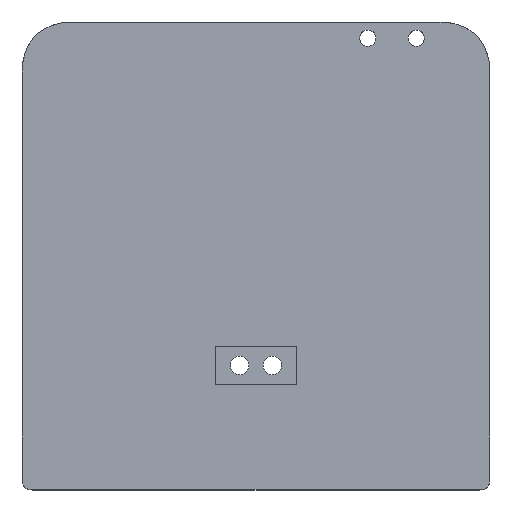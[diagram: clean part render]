
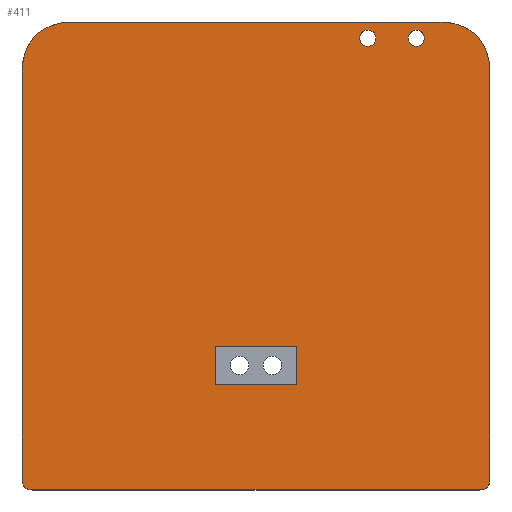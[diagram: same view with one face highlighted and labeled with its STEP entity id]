
A CAD part, top view. The second image highlights one B-rep face of the part: STEP entity #411.
In plain terms, the highlighted planar face has unit normal (0, 0, 1).
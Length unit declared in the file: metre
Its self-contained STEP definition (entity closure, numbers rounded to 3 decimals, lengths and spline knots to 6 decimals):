
#34=B_SPLINE_CURVE_WITH_KNOTS('',3,(#728,#729,#730,#731),.UNSPECIFIED.,
 .F.,.F.,(4,4),(0.,1.),.UNSPECIFIED.);
#35=B_SPLINE_CURVE_WITH_KNOTS('',3,(#732,#733,#734,#735),.UNSPECIFIED.,
 .F.,.F.,(4,4),(0.,1.),.UNSPECIFIED.);
#36=B_SPLINE_CURVE_WITH_KNOTS('',3,(#736,#737,#738,#739,#740,#741,#742,
#743,#744,#745,#746,#747,#748,#749,#750,#751,#752,#753,#754,#755,#756,#757,
#758,#759,#760,#761,#762,#763),.UNSPECIFIED.,.F.,.F.,(4,1,1,1,1,1,1,1,1,
1,1,1,1,1,1,1,1,1,1,1,1,1,1,1,1,4),(0.,0.03125,0.046875,0.0625,0.070313,
0.078125,0.09375,0.125,0.15625,0.1875,0.25,0.28125,0.3125,0.375,0.5,0.625,
0.6875,0.75,0.78125,0.8125,0.84375,0.875,0.890625,0.90625,0.9375,1.),
 .UNSPECIFIED.);
#37=B_SPLINE_CURVE_WITH_KNOTS('',3,(#764,#765,#766,#767,#768,#769,#770,
#771,#772,#773,#774,#775,#776,#777,#778,#779,#780,#781,#782,#783,#784,#785,
#786,#787,#788,#789,#790,#791),.UNSPECIFIED.,.F.,.F.,(4,1,1,1,1,1,1,1,1,
1,1,1,1,1,1,1,1,1,1,1,1,1,1,1,1,4),(0.,0.03125,0.046875,0.0625,0.070313,
0.078125,0.09375,0.125,0.15625,0.1875,0.25,0.28125,0.3125,0.375,0.5,0.625,
0.6875,0.75,0.78125,0.8125,0.84375,0.875,0.890625,0.90625,0.9375,1.),
 .UNSPECIFIED.);
#44=LINE('',#668,#72);
#45=LINE('',#685,#73);
#46=LINE('',#697,#74);
#47=LINE('',#704,#75);
#48=LINE('',#720,#76);
#49=LINE('',#723,#77);
#50=LINE('',#725,#78);
#51=LINE('',#727,#79);
#72=VECTOR('',#505,1.);
#73=VECTOR('',#508,1.);
#74=VECTOR('',#511,1.);
#75=VECTOR('',#514,1.);
#76=VECTOR('',#521,1.);
#77=VECTOR('',#522,1.);
#78=VECTOR('',#523,1.);
#79=VECTOR('',#524,1.);
#128=ORIENTED_EDGE('',*,*,#236,.T.);
#129=ORIENTED_EDGE('',*,*,#237,.T.);
#130=ORIENTED_EDGE('',*,*,#238,.F.);
#131=ORIENTED_EDGE('',*,*,#239,.F.);
#132=ORIENTED_EDGE('',*,*,#240,.F.);
#133=ORIENTED_EDGE('',*,*,#241,.F.);
#134=ORIENTED_EDGE('',*,*,#231,.T.);
#135=ORIENTED_EDGE('',*,*,#242,.T.);
#136=ORIENTED_EDGE('',*,*,#233,.F.);
#137=ORIENTED_EDGE('',*,*,#243,.T.);
#138=ORIENTED_EDGE('',*,*,#224,.F.);
#139=ORIENTED_EDGE('',*,*,#244,.T.);
#140=ORIENTED_EDGE('',*,*,#228,.T.);
#141=ORIENTED_EDGE('',*,*,#245,.T.);
#224=EDGE_CURVE('',#280,#281,#44,.T.);
#228=EDGE_CURVE('',#283,#282,#45,.T.);
#231=EDGE_CURVE('',#285,#284,#46,.T.);
#233=EDGE_CURVE('',#286,#287,#47,.T.);
#236=EDGE_CURVE('',#288,#288,#310,.F.);
#237=EDGE_CURVE('',#289,#289,#311,.F.);
#238=EDGE_CURVE('',#290,#291,#48,.T.);
#239=EDGE_CURVE('',#292,#290,#49,.T.);
#240=EDGE_CURVE('',#293,#292,#50,.T.);
#241=EDGE_CURVE('',#291,#293,#51,.T.);
#242=EDGE_CURVE('',#284,#287,#34,.T.);
#243=EDGE_CURVE('',#286,#281,#35,.T.);
#244=EDGE_CURVE('',#280,#283,#36,.T.);
#245=EDGE_CURVE('',#282,#285,#37,.T.);
#280=VERTEX_POINT('',#669);
#281=VERTEX_POINT('',#670);
#282=VERTEX_POINT('',#684);
#283=VERTEX_POINT('',#686);
#284=VERTEX_POINT('',#696);
#285=VERTEX_POINT('',#698);
#286=VERTEX_POINT('',#705);
#287=VERTEX_POINT('',#706);
#288=VERTEX_POINT('',#717);
#289=VERTEX_POINT('',#719);
#290=VERTEX_POINT('',#721);
#291=VERTEX_POINT('',#722);
#292=VERTEX_POINT('',#724);
#293=VERTEX_POINT('',#726);
#310=CIRCLE('',#457,0.0015);
#311=CIRCLE('',#458,0.0015);
#326=EDGE_LOOP('',(#128));
#327=EDGE_LOOP('',(#129));
#328=EDGE_LOOP('',(#130,#131,#132,#133));
#329=EDGE_LOOP('',(#134,#135,#136,#137,#138,#139,#140,#141));
#364=FACE_BOUND('',#326,.T.);
#365=FACE_BOUND('',#327,.T.);
#366=FACE_BOUND('',#328,.T.);
#367=FACE_BOUND('',#329,.T.);
#395=PLANE('',#456);
#411=ADVANCED_FACE('',(#364,#365,#366,#367),#395,.T.);
#456=AXIS2_PLACEMENT_3D('',#715,#515,#516);
#457=AXIS2_PLACEMENT_3D('',#716,#517,#518);
#458=AXIS2_PLACEMENT_3D('',#718,#519,#520);
#505=DIRECTION('',(0.,-1.,0.));
#508=DIRECTION('',(-1.,0.,0.));
#511=DIRECTION('',(0.,-1.,0.));
#514=DIRECTION('',(-1.,0.,0.));
#515=DIRECTION('',(0.,0.,1.));
#516=DIRECTION('',(1.,0.,0.));
#517=DIRECTION('',(0.,0.,1.));
#518=DIRECTION('',(1.,0.,0.));
#519=DIRECTION('',(0.,0.,1.));
#520=DIRECTION('',(1.,0.,0.));
#521=DIRECTION('',(0.,-1.,0.));
#522=DIRECTION('',(-1.,0.,0.));
#523=DIRECTION('',(0.,1.,0.));
#524=DIRECTION('',(1.,0.,0.));
#668=CARTESIAN_POINT('',(-0.107,0.,0.005));
#669=CARTESIAN_POINT('',(-0.107,0.033,0.005));
#670=CARTESIAN_POINT('',(-0.107,-0.041,0.005));
#684=CARTESIAN_POINT('',(-0.183,0.043,0.005));
#685=CARTESIAN_POINT('',(-0.15,0.043,0.005));
#686=CARTESIAN_POINT('',(-0.117,0.043,0.005));
#696=CARTESIAN_POINT('',(-0.193,-0.041,0.005));
#697=CARTESIAN_POINT('',(-0.193,0.,0.005));
#698=CARTESIAN_POINT('',(-0.193,0.033,0.005));
#704=CARTESIAN_POINT('',(-0.15,-0.043,0.005));
#705=CARTESIAN_POINT('',(-0.109,-0.043,0.005));
#706=CARTESIAN_POINT('',(-0.191,-0.043,0.005));
#715=CARTESIAN_POINT('',(-0.0965,0.,0.005));
#716=CARTESIAN_POINT('',(-0.120542,0.040021,0.005));
#717=CARTESIAN_POINT('',(-0.119042,0.040021,0.005));
#718=CARTESIAN_POINT('',(-0.129458,0.040021,0.005));
#719=CARTESIAN_POINT('',(-0.127958,0.040021,0.005));
#720=CARTESIAN_POINT('',(-0.1575,-0.0201,0.005));
#721=CARTESIAN_POINT('',(-0.1575,-0.0166,0.005));
#722=CARTESIAN_POINT('',(-0.1575,-0.0236,0.005));
#723=CARTESIAN_POINT('',(-0.15,-0.0166,0.005));
#724=CARTESIAN_POINT('',(-0.1425,-0.0166,0.005));
#725=CARTESIAN_POINT('',(-0.1425,-0.0201,0.005));
#726=CARTESIAN_POINT('',(-0.1425,-0.0236,0.005));
#727=CARTESIAN_POINT('',(-0.15,-0.0236,0.005));
#728=CARTESIAN_POINT('',(-0.193,-0.041,0.005));
#729=CARTESIAN_POINT('',(-0.193,-0.042333,0.005));
#730=CARTESIAN_POINT('',(-0.192333,-0.043,0.005));
#731=CARTESIAN_POINT('',(-0.191,-0.043,0.005));
#732=CARTESIAN_POINT('',(-0.109,-0.043,0.005));
#733=CARTESIAN_POINT('',(-0.107667,-0.043,0.005));
#734=CARTESIAN_POINT('',(-0.107,-0.042333,0.005));
#735=CARTESIAN_POINT('',(-0.107,-0.041,0.005));
#736=CARTESIAN_POINT('',(-0.107,0.033,0.005));
#737=CARTESIAN_POINT('',(-0.107,0.03322,0.005));
#738=CARTESIAN_POINT('',(-0.107002,0.033517,0.005));
#739=CARTESIAN_POINT('',(-0.107007,0.033843,0.005));
#740=CARTESIAN_POINT('',(-0.107012,0.034029,0.005));
#741=CARTESIAN_POINT('',(-0.107015,0.034138,0.005));
#742=CARTESIAN_POINT('',(-0.107023,0.03432,0.005));
#743=CARTESIAN_POINT('',(-0.10704,0.034621,0.005));
#744=CARTESIAN_POINT('',(-0.107075,0.035037,0.005));
#745=CARTESIAN_POINT('',(-0.107137,0.035529,0.005));
#746=CARTESIAN_POINT('',(-0.107257,0.036216,0.005));
#747=CARTESIAN_POINT('',(-0.107424,0.036874,0.005));
#748=CARTESIAN_POINT('',(-0.107628,0.03749,0.005));
#749=CARTESIAN_POINT('',(-0.107895,0.038169,0.005));
#750=CARTESIAN_POINT('',(-0.108439,0.039255,0.005));
#751=CARTESIAN_POINT('',(-0.109454,0.040581,0.005));
#752=CARTESIAN_POINT('',(-0.110777,0.041577,0.005));
#753=CARTESIAN_POINT('',(-0.111976,0.042177,0.005));
#754=CARTESIAN_POINT('',(-0.112778,0.042473,0.005));
#755=CARTESIAN_POINT('',(-0.113484,0.042667,0.005));
#756=CARTESIAN_POINT('',(-0.113958,0.042773,0.005));
#757=CARTESIAN_POINT('',(-0.114458,0.04286,0.005));
#758=CARTESIAN_POINT('',(-0.114868,0.042913,0.005));
#759=CARTESIAN_POINT('',(-0.115241,0.042948,0.005));
#760=CARTESIAN_POINT('',(-0.115481,0.042966,0.005));
#761=CARTESIAN_POINT('',(-0.116005,0.042992,0.005));
#762=CARTESIAN_POINT('',(-0.116568,0.043,0.005));
#763=CARTESIAN_POINT('',(-0.117,0.043,0.005));
#764=CARTESIAN_POINT('',(-0.183,0.043,0.005));
#765=CARTESIAN_POINT('',(-0.18322,0.043,0.005));
#766=CARTESIAN_POINT('',(-0.183517,0.042998,0.005));
#767=CARTESIAN_POINT('',(-0.183843,0.042993,0.005));
#768=CARTESIAN_POINT('',(-0.184029,0.042988,0.005));
#769=CARTESIAN_POINT('',(-0.184138,0.042985,0.005));
#770=CARTESIAN_POINT('',(-0.18432,0.042977,0.005));
#771=CARTESIAN_POINT('',(-0.184621,0.04296,0.005));
#772=CARTESIAN_POINT('',(-0.185037,0.042925,0.005));
#773=CARTESIAN_POINT('',(-0.185529,0.042863,0.005));
#774=CARTESIAN_POINT('',(-0.186216,0.042743,0.005));
#775=CARTESIAN_POINT('',(-0.186874,0.042576,0.005));
#776=CARTESIAN_POINT('',(-0.18749,0.042372,0.005));
#777=CARTESIAN_POINT('',(-0.188169,0.042105,0.005));
#778=CARTESIAN_POINT('',(-0.189255,0.041561,0.005));
#779=CARTESIAN_POINT('',(-0.190581,0.040546,0.005));
#780=CARTESIAN_POINT('',(-0.191577,0.039223,0.005));
#781=CARTESIAN_POINT('',(-0.192177,0.038024,0.005));
#782=CARTESIAN_POINT('',(-0.192473,0.037222,0.005));
#783=CARTESIAN_POINT('',(-0.192667,0.036516,0.005));
#784=CARTESIAN_POINT('',(-0.192773,0.036042,0.005));
#785=CARTESIAN_POINT('',(-0.19286,0.035542,0.005));
#786=CARTESIAN_POINT('',(-0.192913,0.035132,0.005));
#787=CARTESIAN_POINT('',(-0.192948,0.034759,0.005));
#788=CARTESIAN_POINT('',(-0.192966,0.034519,0.005));
#789=CARTESIAN_POINT('',(-0.192992,0.033995,0.005));
#790=CARTESIAN_POINT('',(-0.193,0.033432,0.005));
#791=CARTESIAN_POINT('',(-0.193,0.033,0.005));
